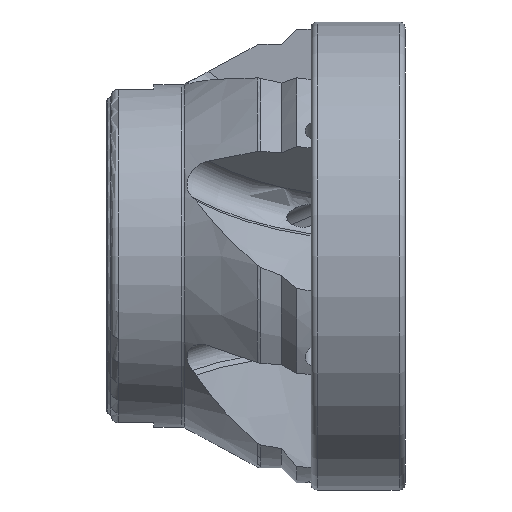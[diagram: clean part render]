
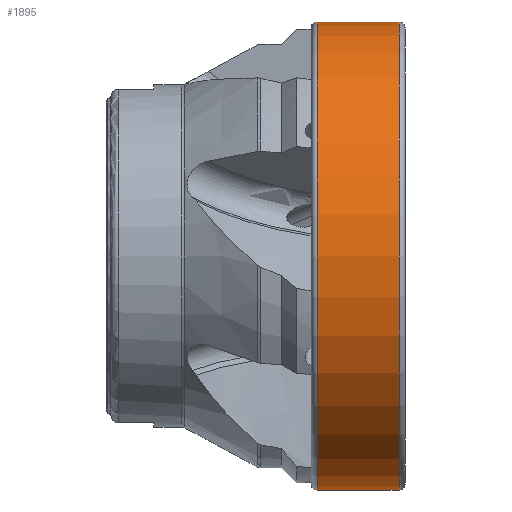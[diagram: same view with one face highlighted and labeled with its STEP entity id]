
A CAD part, front view. The second image highlights one B-rep face of the part: STEP entity #1895.
In plain terms, the highlighted cylindrical face has radius 31.467 mm (diameter 62.933 mm), a partial arc.
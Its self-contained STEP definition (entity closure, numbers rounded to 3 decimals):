
#355 = DIRECTION ( 'NONE',  ( 1., 0., 0. ) ) ;
#565 = VECTOR ( 'NONE', #6942, 1000. ) ;
#653 = CARTESIAN_POINT ( 'NONE',  ( -0.217, 0., -31.467 ) ) ;
#665 = DIRECTION ( 'NONE',  ( 1., 0., 0. ) ) ;
#689 = DIRECTION ( 'NONE',  ( 0., 0., -1. ) ) ;
#1073 = ORIENTED_EDGE ( 'NONE', *, *, #3321, .F. ) ;
#1111 = CARTESIAN_POINT ( 'NONE',  ( 5.66, 0., -31.467 ) ) ;
#1317 = CARTESIAN_POINT ( 'NONE',  ( -11.243, 0., 0. ) ) ;
#1346 = AXIS2_PLACEMENT_3D ( 'NONE', #1317, #665, #689 ) ;
#1365 = DIRECTION ( 'NONE',  ( 1., 0., 0. ) ) ;
#1509 = LINE ( 'NONE', #2873, #565 ) ;
#1650 = EDGE_CURVE ( 'NONE', #6937, #4204, #2064, .T. ) ;
#1725 = EDGE_LOOP ( 'NONE', ( #5879, #2347, #6691, #1073 ) ) ;
#1820 = CARTESIAN_POINT ( 'NONE',  ( -0.217, 0., 31.467 ) ) ;
#1895 = ADVANCED_FACE ( 'NONE', ( #8698 ), #2602, .T. ) ;
#1950 = CIRCLE ( 'NONE', #6743, 31.467 ) ;
#2013 = VERTEX_POINT ( 'NONE', #653 ) ;
#2064 = CIRCLE ( 'NONE', #1346, 31.467 ) ;
#2234 = CARTESIAN_POINT ( 'NONE',  ( -11.243, 0., 31.467 ) ) ;
#2347 = ORIENTED_EDGE ( 'NONE', *, *, #1650, .T. ) ;
#2351 = CARTESIAN_POINT ( 'NONE',  ( -11.243, 0., -31.467 ) ) ;
#2602 = CYLINDRICAL_SURFACE ( 'NONE', #5923, 31.467 ) ;
#2791 = VECTOR ( 'NONE', #355, 1000. ) ;
#2873 = CARTESIAN_POINT ( 'NONE',  ( 5.66, 0., 31.467 ) ) ;
#3147 = EDGE_CURVE ( 'NONE', #4204, #2013, #7582, .T. ) ;
#3321 = EDGE_CURVE ( 'NONE', #7993, #2013, #1950, .T. ) ;
#4204 = VERTEX_POINT ( 'NONE', #2351 ) ;
#5799 = DIRECTION ( 'NONE',  ( 1., 0., 0. ) ) ;
#5879 = ORIENTED_EDGE ( 'NONE', *, *, #7864, .F. ) ;
#5923 = AXIS2_PLACEMENT_3D ( 'NONE', #6478, #5799, #7792 ) ;
#6116 = CARTESIAN_POINT ( 'NONE',  ( -0.217, 0., 0. ) ) ;
#6478 = CARTESIAN_POINT ( 'NONE',  ( 5.66, 0., 0. ) ) ;
#6691 = ORIENTED_EDGE ( 'NONE', *, *, #3147, .T. ) ;
#6743 = AXIS2_PLACEMENT_3D ( 'NONE', #6116, #1365, #6805 ) ;
#6805 = DIRECTION ( 'NONE',  ( 0., 0., -1. ) ) ;
#6937 = VERTEX_POINT ( 'NONE', #2234 ) ;
#6942 = DIRECTION ( 'NONE',  ( 1., 0., 0. ) ) ;
#7582 = LINE ( 'NONE', #1111, #2791 ) ;
#7792 = DIRECTION ( 'NONE',  ( 0., 0., -1. ) ) ;
#7864 = EDGE_CURVE ( 'NONE', #6937, #7993, #1509, .T. ) ;
#7993 = VERTEX_POINT ( 'NONE', #1820 ) ;
#8698 = FACE_OUTER_BOUND ( 'NONE', #1725, .T. ) ;
